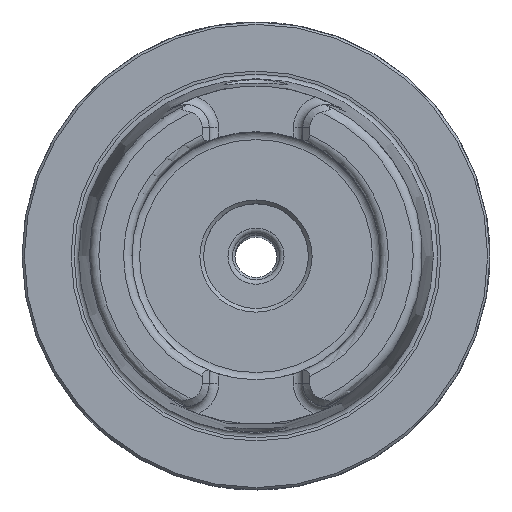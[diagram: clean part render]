
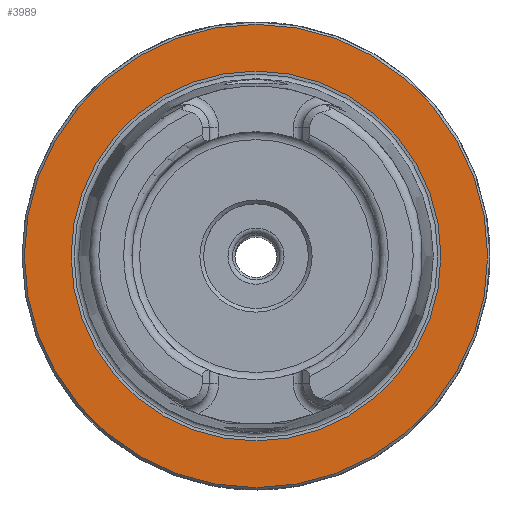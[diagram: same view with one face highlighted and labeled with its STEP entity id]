
A CAD part, top view. The second image highlights one B-rep face of the part: STEP entity #3989.
In plain terms, the highlighted planar face has unit normal (0, 0, 1).
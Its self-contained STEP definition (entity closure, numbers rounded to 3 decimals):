
#786=ORIENTED_EDGE('',*,*,#1333,.T.);
#787=ORIENTED_EDGE('',*,*,#1331,.F.);
#1331=EDGE_CURVE('',#1609,#1609,#1782,.T.);
#1333=EDGE_CURVE('',#1611,#1611,#1784,.T.);
#1609=VERTEX_POINT('',#6206);
#1611=VERTEX_POINT('',#6211);
#1782=CIRCLE('',#4276,39.511);
#1784=CIRCLE('',#4279,49.5);
#1989=EDGE_LOOP('',(#786));
#1990=EDGE_LOOP('',(#787));
#2299=FACE_BOUND('',#1989,.T.);
#2300=FACE_BOUND('',#1990,.T.);
#2529=PLANE('',#4278);
#3989=ADVANCED_FACE('',(#2299,#2300),#2529,.T.);
#4276=AXIS2_PLACEMENT_3D('',#6205,#4904,#4905);
#4278=AXIS2_PLACEMENT_3D('',#6209,#4908,#4909);
#4279=AXIS2_PLACEMENT_3D('',#6210,#4910,#4911);
#4904=DIRECTION('',(0.,0.,1.));
#4905=DIRECTION('',(1.,0.,0.));
#4908=DIRECTION('',(0.,0.,1.));
#4909=DIRECTION('',(1.,0.,0.));
#4910=DIRECTION('',(0.,0.,1.));
#4911=DIRECTION('',(1.,0.,0.));
#6205=CARTESIAN_POINT('',(0.,0.,0.));
#6206=CARTESIAN_POINT('',(39.511,0.,0.));
#6209=CARTESIAN_POINT('',(49.5,0.,0.));
#6210=CARTESIAN_POINT('',(0.,0.,0.));
#6211=CARTESIAN_POINT('',(49.5,0.,0.));
